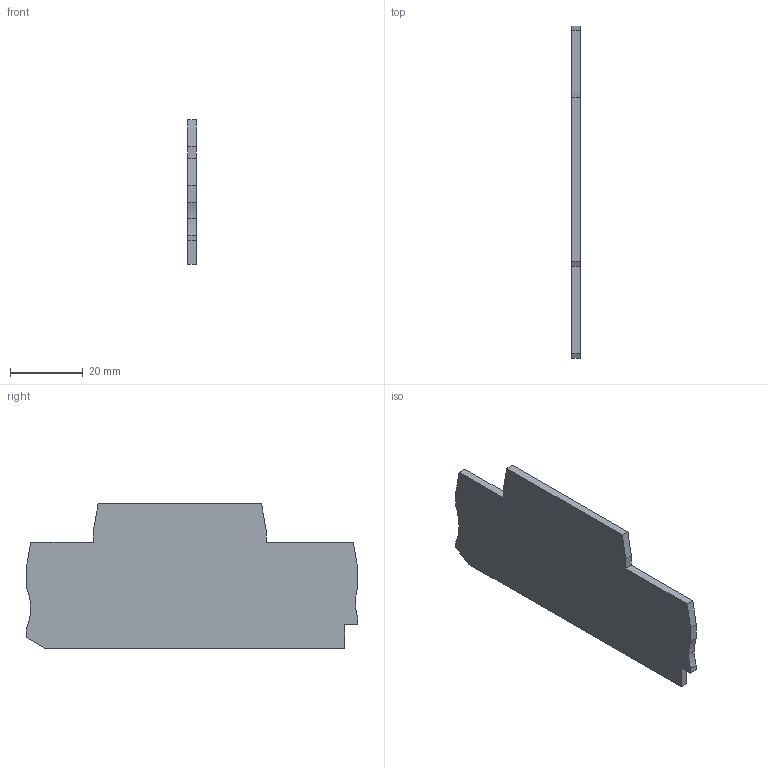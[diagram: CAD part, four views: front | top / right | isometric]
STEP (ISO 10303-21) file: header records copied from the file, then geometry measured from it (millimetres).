
FILE_DESCRIPTION(('STEP AP214'),'1');
FILE_NAME('cctmp_0A044B91-6385-4FD1-A2AD-C32BCBC456A5_2023_07_24_21_51_38_0145..stp','2023-07-24T19:51:38',('SIEMENS A&D'),('CADClick - www.CADClick.com'),'Spatial InterOp 3D postprocessed',' ','unknown authorization');
FILE_SCHEMA(('AUTOMOTIVE_DESIGN'));
Length unit declared in the file: millimetre
Products named in the file (1): 2023_07_24_21_51_38_0145
Bounding box: 2.2 x 91.15 x 39.65 mm (x, y, z)
Volume: 6791.1 mm3; surface area: 6735.1 mm2
Topology: 1 solids, 1 shells, 23 faces, 63 edges, 42 vertices
Faces by surface type: plane 19, cylinder 4
Entity records: 818 total; most frequent: CARTESIAN_POINT 129, ORIENTED_EDGE 126, DIRECTION 119, EDGE_CURVE 63, LINE 55, VECTOR 55, VERTEX_POINT 42, AXIS2_PLACEMENT_3D 32
